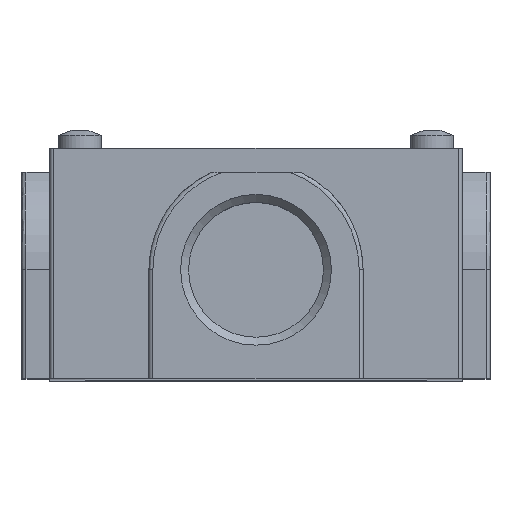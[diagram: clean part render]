
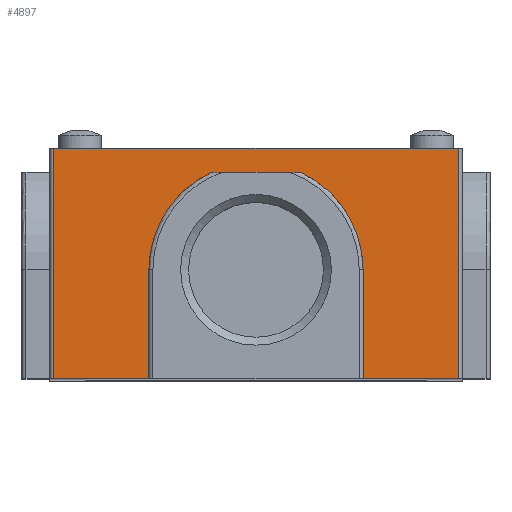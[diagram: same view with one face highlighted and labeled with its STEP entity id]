
A CAD part, top view. The second image highlights one B-rep face of the part: STEP entity #4897.
In plain terms, the highlighted face is planar.
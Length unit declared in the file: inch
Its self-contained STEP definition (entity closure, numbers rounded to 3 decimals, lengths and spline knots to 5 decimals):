
#3 = CARTESIAN_POINT ( 'NONE',  ( -2.00787, 0., -1.1437 ) ) ;
#16 = VERTEX_POINT ( 'NONE', #455 ) ;
#191 = VERTEX_POINT ( 'NONE', #272 ) ;
#272 = CARTESIAN_POINT ( 'NONE',  ( -0.47244, 0., -1.1437 ) ) ;
#303 = CARTESIAN_POINT ( 'NONE',  ( -0.47244, 0., -1.15354 ) ) ;
#354 = CARTESIAN_POINT ( 'NONE',  ( 0.01969, 0., -1.15354 ) ) ;
#374 = VECTOR ( 'NONE', #1702, 39.37008 ) ;
#405 = CARTESIAN_POINT ( 'NONE',  ( 0., 0., -1.1437 ) ) ;
#455 = CARTESIAN_POINT ( 'NONE',  ( -1.53543, 0., -1.1437 ) ) ;
#515 = ORIENTED_EDGE ( 'NONE', *, *, #1807, .T. ) ;
#619 = CARTESIAN_POINT ( 'NONE',  ( -1.00394, 0., -0.60236 ) ) ;
#719 = FACE_OUTER_BOUND ( 'NONE', #1607, .T. ) ;
#737 = VECTOR ( 'NONE', #3294, 39.37008 ) ;
#823 = DIRECTION ( 'NONE',  ( 0., 0., 1. ) ) ;
#940 = VERTEX_POINT ( 'NONE', #3146 ) ;
#1105 = CARTESIAN_POINT ( 'NONE',  ( -0.78488, 0., -0.11811 ) ) ;
#1128 = ORIENTED_EDGE ( 'NONE', *, *, #2074, .T. ) ;
#1262 = LINE ( 'NONE', #3542, #2439 ) ;
#1326 = ORIENTED_EDGE ( 'NONE', *, *, #3036, .T. ) ;
#1329 = DIRECTION ( 'NONE',  ( 0., 0., -1. ) ) ;
#1444 = ORIENTED_EDGE ( 'NONE', *, *, #2189, .T. ) ;
#1522 = EDGE_CURVE ( 'NONE', #2209, #191, #1757, .T. ) ;
#1607 = EDGE_LOOP ( 'NONE', ( #1326, #2034, #4226, #1948, #1128, #1444, #515, #4038, #3962, #2663 ) ) ;
#1672 = VECTOR ( 'NONE', #2587, 39.37008 ) ;
#1702 = DIRECTION ( 'NONE',  ( 1., 0., 0. ) ) ;
#1757 = LINE ( 'NONE', #303, #4637 ) ;
#1759 = VERTEX_POINT ( 'NONE', #405 ) ;
#1788 = CARTESIAN_POINT ( 'NONE',  ( 2.64423, 0., -1.1437 ) ) ;
#1807 = EDGE_CURVE ( 'NONE', #3568, #2209, #2914, .T. ) ;
#1829 = VERTEX_POINT ( 'NONE', #3 ) ;
#1831 = CARTESIAN_POINT ( 'NONE',  ( 0., 0., -1.15354 ) ) ;
#1948 = ORIENTED_EDGE ( 'NONE', *, *, #4622, .T. ) ;
#2002 = VECTOR ( 'NONE', #1329, 39.37008 ) ;
#2034 = ORIENTED_EDGE ( 'NONE', *, *, #4792, .T. ) ;
#2074 = EDGE_CURVE ( 'NONE', #2460, #940, #2508, .T. ) ;
#2083 = LINE ( 'NONE', #4056, #374 ) ;
#2189 = EDGE_CURVE ( 'NONE', #940, #3568, #2083, .T. ) ;
#2209 = VERTEX_POINT ( 'NONE', #3960 ) ;
#2268 = AXIS2_PLACEMENT_3D ( 'NONE', #619, #2801, #4339 ) ;
#2279 = CARTESIAN_POINT ( 'NONE',  ( 0., 0., 0. ) ) ;
#2439 = VECTOR ( 'NONE', #4699, 39.37008 ) ;
#2460 = VERTEX_POINT ( 'NONE', #4789 ) ;
#2508 = CIRCLE ( 'NONE', #2268, 0.5315 ) ;
#2557 = LINE ( 'NONE', #4080, #2002 ) ;
#2587 = DIRECTION ( 'NONE',  ( 0., 0., 1. ) ) ;
#2649 = CARTESIAN_POINT ( 'NONE',  ( -1.00394, 0., -0.60236 ) ) ;
#2663 = ORIENTED_EDGE ( 'NONE', *, *, #3349, .T. ) ;
#2674 = DIRECTION ( 'NONE',  ( 0., 1., 0. ) ) ;
#2681 = PLANE ( 'NONE',  #4075 ) ;
#2796 = VECTOR ( 'NONE', #823, 39.37008 ) ;
#2801 = DIRECTION ( 'NONE',  ( 0., 1., 0. ) ) ;
#2914 = CIRCLE ( 'NONE', #4812, 0.5315 ) ;
#2963 = CARTESIAN_POINT ( 'NONE',  ( -2.00787, 0., 0. ) ) ;
#2988 = LINE ( 'NONE', #1831, #1672 ) ;
#3036 = EDGE_CURVE ( 'NONE', #3567, #3396, #1262, .T. ) ;
#3054 = DIRECTION ( 'NONE',  ( 0., -1., 0. ) ) ;
#3146 = CARTESIAN_POINT ( 'NONE',  ( -1.223, 0., -0.11811 ) ) ;
#3282 = CARTESIAN_POINT ( 'NONE',  ( 2.64423, 0., -1.1437 ) ) ;
#3294 = DIRECTION ( 'NONE',  ( 1., 0., 0. ) ) ;
#3349 = EDGE_CURVE ( 'NONE', #1759, #3567, #2988, .T. ) ;
#3396 = VERTEX_POINT ( 'NONE', #2963 ) ;
#3542 = CARTESIAN_POINT ( 'NONE',  ( 0.01969, 0., 0. ) ) ;
#3567 = VERTEX_POINT ( 'NONE', #2279 ) ;
#3568 = VERTEX_POINT ( 'NONE', #1105 ) ;
#3685 = DIRECTION ( 'NONE',  ( 0., 0., -1. ) ) ;
#3764 = VECTOR ( 'NONE', #4791, 39.37008 ) ;
#3934 = LINE ( 'NONE', #3282, #3764 ) ;
#3960 = CARTESIAN_POINT ( 'NONE',  ( -0.47244, 0., -0.60236 ) ) ;
#3962 = ORIENTED_EDGE ( 'NONE', *, *, #4473, .T. ) ;
#4038 = ORIENTED_EDGE ( 'NONE', *, *, #1522, .T. ) ;
#4056 = CARTESIAN_POINT ( 'NONE',  ( 0.01969, 0., -0.11811 ) ) ;
#4075 = AXIS2_PLACEMENT_3D ( 'NONE', #354, #3054, #4197 ) ;
#4080 = CARTESIAN_POINT ( 'NONE',  ( -2.00787, 0., -1.15354 ) ) ;
#4121 = DIRECTION ( 'NONE',  ( 1., 0., 0. ) ) ;
#4197 = DIRECTION ( 'NONE',  ( -1., 0., 0. ) ) ;
#4226 = ORIENTED_EDGE ( 'NONE', *, *, #4653, .T. ) ;
#4228 = LINE ( 'NONE', #4295, #2796 ) ;
#4295 = CARTESIAN_POINT ( 'NONE',  ( -1.53543, 0., -1.15354 ) ) ;
#4339 = DIRECTION ( 'NONE',  ( 1., 0., 0. ) ) ;
#4453 = LINE ( 'NONE', #1788, #737 ) ;
#4473 = EDGE_CURVE ( 'NONE', #191, #1759, #4453, .T. ) ;
#4622 = EDGE_CURVE ( 'NONE', #16, #2460, #4228, .T. ) ;
#4637 = VECTOR ( 'NONE', #3685, 39.37008 ) ;
#4653 = EDGE_CURVE ( 'NONE', #1829, #16, #3934, .T. ) ;
#4699 = DIRECTION ( 'NONE',  ( -1., 0., 0. ) ) ;
#4789 = CARTESIAN_POINT ( 'NONE',  ( -1.53543, 0., -0.60236 ) ) ;
#4791 = DIRECTION ( 'NONE',  ( 1., 0., 0. ) ) ;
#4792 = EDGE_CURVE ( 'NONE', #3396, #1829, #2557, .T. ) ;
#4812 = AXIS2_PLACEMENT_3D ( 'NONE', #2649, #2674, #4121 ) ;
#4897 = ADVANCED_FACE ( 'NONE', ( #719 ), #2681, .T. ) ;
